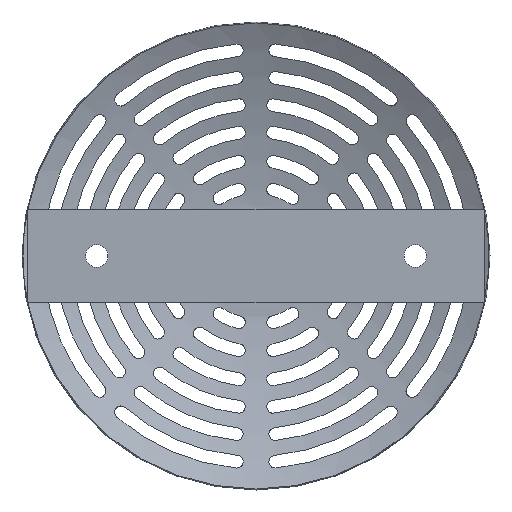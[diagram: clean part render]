
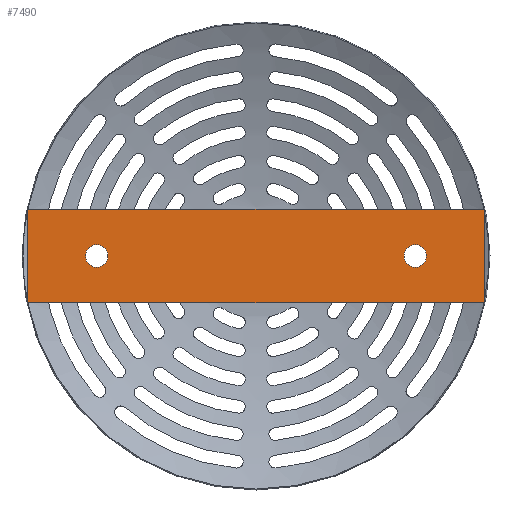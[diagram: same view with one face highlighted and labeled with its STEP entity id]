
A CAD part, front view. The second image highlights one B-rep face of the part: STEP entity #7490.
In plain terms, the highlighted planar face has unit normal (0, -1, 0).
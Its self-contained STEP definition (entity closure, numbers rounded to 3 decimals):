
#289=FACE_BOUND('',#2002,.T.);
#290=FACE_BOUND('',#2003,.T.);
#617=LINE('',#16182,#998);
#620=LINE('',#16205,#1001);
#621=LINE('',#16210,#1002);
#622=LINE('',#16213,#1003);
#998=VECTOR('',#9478,183.354);
#1001=VECTOR('',#9505,37.741);
#1002=VECTOR('',#9512,183.354);
#1003=VECTOR('',#9517,37.741);
#1302=PLANE('',#8137);
#1515=FACE_OUTER_BOUND('',#2001,.T.);
#2001=EDGE_LOOP('',(#6228,#6229,#6230,#6231));
#2002=EDGE_LOOP('',(#6232));
#2003=EDGE_LOOP('',(#6233));
#2563=CIRCLE('',#8127,4.5);
#2564=CIRCLE('',#8129,4.5);
#3590=VERTEX_POINT('',#16178);
#3592=VERTEX_POINT('',#16181);
#3598=VERTEX_POINT('',#16197);
#3599=VERTEX_POINT('',#16200);
#3600=VERTEX_POINT('',#16203);
#3601=VERTEX_POINT('',#16208);
#4541=EDGE_CURVE('',#3590,#3592,#617,.T.);
#4549=EDGE_CURVE('',#3598,#3598,#2563,.T.);
#4550=EDGE_CURVE('',#3599,#3599,#2564,.T.);
#4552=EDGE_CURVE('',#3600,#3590,#620,.T.);
#4555=EDGE_CURVE('',#3601,#3600,#621,.T.);
#4557=EDGE_CURVE('',#3592,#3601,#622,.T.);
#6228=ORIENTED_EDGE('',*,*,#4557,.F.);
#6229=ORIENTED_EDGE('',*,*,#4541,.F.);
#6230=ORIENTED_EDGE('',*,*,#4552,.F.);
#6231=ORIENTED_EDGE('',*,*,#4555,.F.);
#6232=ORIENTED_EDGE('',*,*,#4549,.T.);
#6233=ORIENTED_EDGE('',*,*,#4550,.T.);
#7490=ADVANCED_FACE('',(#1515,#289,#290),#1302,.F.);
#8127=AXIS2_PLACEMENT_3D('',#16198,#9495,#9496);
#8129=AXIS2_PLACEMENT_3D('',#16201,#9499,#9500);
#8137=AXIS2_PLACEMENT_3D('',#16214,#9518,#9519);
#9478=DIRECTION('',(1.,0.,0.));
#9495=DIRECTION('center_axis',(0.,1.,0.));
#9496=DIRECTION('ref_axis',(1.,0.,0.));
#9499=DIRECTION('center_axis',(0.,1.,0.));
#9500=DIRECTION('ref_axis',(1.,0.,0.));
#9505=DIRECTION('',(0.,0.,1.));
#9512=DIRECTION('',(-1.,0.,0.));
#9517=DIRECTION('',(0.,0.,-1.));
#9518=DIRECTION('center_axis',(0.,1.,0.));
#9519=DIRECTION('ref_axis',(0.,0.,1.));
#16178=CARTESIAN_POINT('',(-91.677,0.,18.87));
#16181=CARTESIAN_POINT('',(91.677,0.,18.87));
#16182=CARTESIAN_POINT('',(-91.677,0.,18.87));
#16197=CARTESIAN_POINT('',(-68.5,0.,0.));
#16198=CARTESIAN_POINT('Origin',(-64.,0.,0.));
#16200=CARTESIAN_POINT('',(59.5,0.,0.));
#16201=CARTESIAN_POINT('Origin',(64.,0.,0.));
#16203=CARTESIAN_POINT('',(-91.677,0.,-18.87));
#16205=CARTESIAN_POINT('',(-91.677,0.,-18.87));
#16208=CARTESIAN_POINT('',(91.677,0.,-18.87));
#16210=CARTESIAN_POINT('',(91.677,0.,-18.87));
#16213=CARTESIAN_POINT('',(91.677,0.,18.87));
#16214=CARTESIAN_POINT('Origin',(0.,0.,0.));
